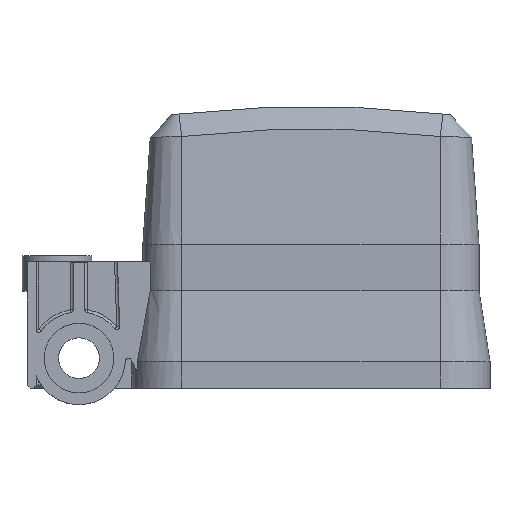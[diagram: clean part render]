
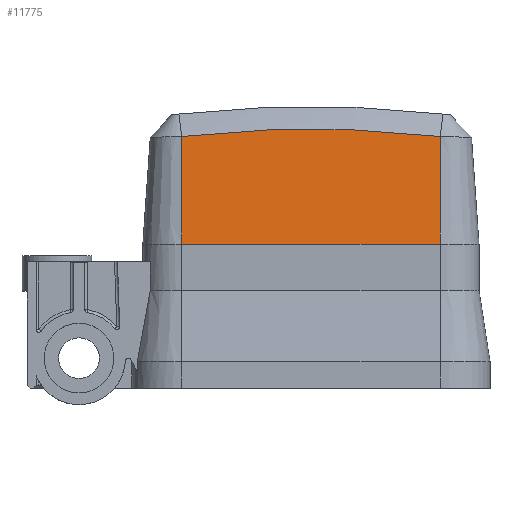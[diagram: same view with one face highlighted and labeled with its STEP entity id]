
A CAD part, top view. The second image highlights one B-rep face of the part: STEP entity #11775.
In plain terms, the highlighted planar face has unit normal (0, 0.07, 0.998).
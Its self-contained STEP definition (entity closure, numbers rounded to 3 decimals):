
#4382=CARTESIAN_POINT('',(22.26,19.883,11.684));
#4383=CARTESIAN_POINT('',(18.587,20.3,11.655));
#4384=CARTESIAN_POINT('',(11.174,20.932,11.611));
#4385=CARTESIAN_POINT('',(-0.002,21.249,
11.589));
#4386=CARTESIAN_POINT('',(-11.177,20.931,11.611));
#4387=CARTESIAN_POINT('',(-18.588,20.3,11.655));
#4388=CARTESIAN_POINT('',(-22.26,19.883,11.684));
#4390=DIRECTION('',(-1.,0.,0.));
#4391=VECTOR('',#4390,44.52);
#4392=CARTESIAN_POINT('',(22.26,1.352,12.98));
#4393=LINE('',#4392,#4391);
#4402=CARTESIAN_POINT('',(-22.26,19.883,11.684));
#4414=DIRECTION('',(0.,-0.998,0.07));
#4415=VECTOR('',#4414,18.576);
#4416=CARTESIAN_POINT('',(-22.26,19.883,11.684));
#4417=LINE('',#4416,#4415);
#4558=CARTESIAN_POINT('',(22.26,19.883,11.684));
#4569=DIRECTION('',(0.,0.998,-0.07));
#4570=VECTOR('',#4569,18.576);
#4571=CARTESIAN_POINT('',(22.26,1.352,12.98));
#4572=LINE('',#4571,#4570);
#4969=CARTESIAN_POINT('',(22.26,1.352,12.98));
#4970=VERTEX_POINT('',#4969);
#4973=CARTESIAN_POINT('',(-22.26,1.352,12.98));
#4974=VERTEX_POINT('',#4973);
#5007=VERTEX_POINT('',#4402);
#5025=VERTEX_POINT('',#4558);
#11761=CARTESIAN_POINT('',(22.26,1.352,12.98));
#11762=DIRECTION('',(0.,0.07,0.998));
#11763=DIRECTION('',(0.,0.998,-0.07));
#11764=AXIS2_PLACEMENT_3D('',#11761,#11762,#11763);
#11765=PLANE('',#11764);
#11767=ORIENTED_EDGE('',*,*,#11766,.F.);
#11769=ORIENTED_EDGE('',*,*,#11768,.F.);
#11770=ORIENTED_EDGE('',*,*,#11756,.T.);
#11772=ORIENTED_EDGE('',*,*,#11771,.F.);
#11773=EDGE_LOOP('',(#11767,#11769,#11770,#11772));
#11774=FACE_OUTER_BOUND('',#11773,.F.);
#11775=ADVANCED_FACE('',(#11774),#11765,.T.);
#4389=B_SPLINE_CURVE_WITH_KNOTS('',3,(#4382,#4383,#4384,#4385,#4386,#4387,
#4388),.UNSPECIFIED.,.F.,.F.,(4,1,1,1,4),(0.,0.249,
0.5,0.752,1.),.UNSPECIFIED.);
#11756=EDGE_CURVE('',#4970,#4974,#4393,.T.);
#11766=EDGE_CURVE('',#5025,#5007,#4389,.T.);
#11768=EDGE_CURVE('',#4970,#5025,#4572,.T.);
#11771=EDGE_CURVE('',#5007,#4974,#4417,.T.);
